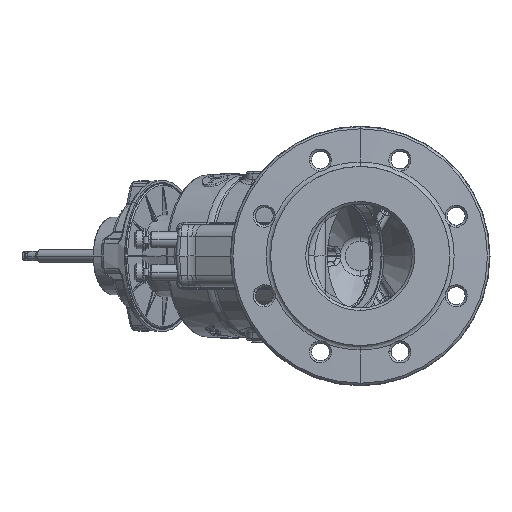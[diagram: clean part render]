
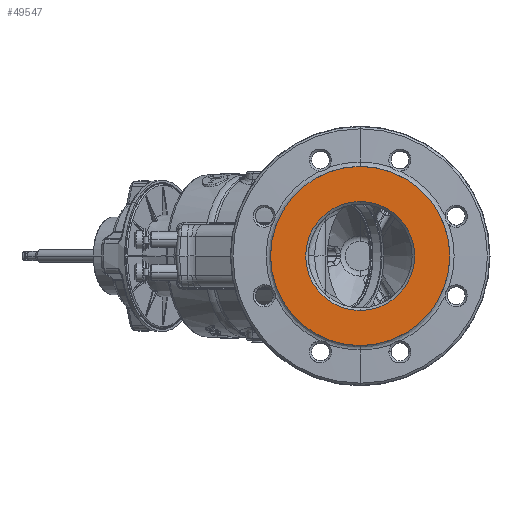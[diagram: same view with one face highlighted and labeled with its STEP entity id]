
A CAD part, left-side view. The second image highlights one B-rep face of the part: STEP entity #49547.
In plain terms, the highlighted planar face has unit normal (-1, 0, 0).
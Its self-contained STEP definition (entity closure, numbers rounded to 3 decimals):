
#1852 = CARTESIAN_POINT ( 'NONE',  ( 0., 0., -69. ) ) ;
#2821 = FACE_BOUND ( 'NONE', #32569, .T. ) ;
#3368 = DIRECTION ( 'NONE',  ( -1., 0., 0. ) ) ;
#3483 = CARTESIAN_POINT ( 'NONE',  ( 0., 0., 0. ) ) ;
#3676 = DIRECTION ( 'NONE',  ( 0., 0., 1. ) ) ;
#4073 = CARTESIAN_POINT ( 'NONE',  ( 0., 0., 42. ) ) ;
#4310 = AXIS2_PLACEMENT_3D ( 'NONE', #63134, #62952, #62934 ) ;
#6068 = CIRCLE ( 'NONE', #36871, 42. ) ;
#10754 = FACE_OUTER_BOUND ( 'NONE', #12022, .T. ) ;
#12022 = EDGE_LOOP ( 'NONE', ( #68846, #69055 ) ) ;
#12968 = EDGE_CURVE ( 'NONE', #13935, #94450, #72196, .T. ) ;
#13264 = EDGE_CURVE ( 'NONE', #14987, #13748, #67967, .T. ) ;
#13748 = VERTEX_POINT ( 'NONE', #82022 ) ;
#13935 = VERTEX_POINT ( 'NONE', #72759 ) ;
#14987 = VERTEX_POINT ( 'NONE', #4073 ) ;
#21327 = DIRECTION ( 'NONE',  ( 1., 0., 0. ) ) ;
#21346 = DIRECTION ( 'NONE',  ( 0., 0., 1. ) ) ;
#21659 = CARTESIAN_POINT ( 'NONE',  ( 0., 0., 0. ) ) ;
#32569 = EDGE_LOOP ( 'NONE', ( #70304, #70460 ) ) ;
#32973 = AXIS2_PLACEMENT_3D ( 'NONE', #3483, #3368, #3676 ) ;
#36674 = AXIS2_PLACEMENT_3D ( 'NONE', #21659, #21327, #21346 ) ;
#36871 = AXIS2_PLACEMENT_3D ( 'NONE', #65566, #50532, #65252 ) ;
#40500 = DIRECTION ( 'NONE',  ( 0., 0., 1. ) ) ;
#40690 = DIRECTION ( 'NONE',  ( -1., 0., 0. ) ) ;
#41009 = CARTESIAN_POINT ( 'NONE',  ( 0., 42., 0. ) ) ;
#41652 = PLANE ( 'NONE',  #73942 ) ;
#49547 = ADVANCED_FACE ( 'NONE', ( #10754, #2821 ), #41652, .T. ) ;
#50532 = DIRECTION ( 'NONE',  ( -1., 0., 0. ) ) ;
#53551 = EDGE_CURVE ( 'NONE', #13748, #14987, #6068, .T. ) ;
#53990 = EDGE_CURVE ( 'NONE', #94450, #13935, #92267, .T. ) ;
#62934 = DIRECTION ( 'NONE',  ( 0., 0., 1. ) ) ;
#62952 = DIRECTION ( 'NONE',  ( 1., 0., 0. ) ) ;
#63134 = CARTESIAN_POINT ( 'NONE',  ( 0., 0., 0. ) ) ;
#65252 = DIRECTION ( 'NONE',  ( 0., 0., 1. ) ) ;
#65566 = CARTESIAN_POINT ( 'NONE',  ( 0., 0., 0. ) ) ;
#67967 = CIRCLE ( 'NONE', #32973, 42. ) ;
#68846 = ORIENTED_EDGE ( 'NONE', *, *, #53990, .F. ) ;
#69055 = ORIENTED_EDGE ( 'NONE', *, *, #12968, .F. ) ;
#70304 = ORIENTED_EDGE ( 'NONE', *, *, #13264, .F. ) ;
#70460 = ORIENTED_EDGE ( 'NONE', *, *, #53551, .F. ) ;
#72196 = CIRCLE ( 'NONE', #36674, 69. ) ;
#72759 = CARTESIAN_POINT ( 'NONE',  ( 0., 0., 69. ) ) ;
#73942 = AXIS2_PLACEMENT_3D ( 'NONE', #41009, #40690, #40500 ) ;
#82022 = CARTESIAN_POINT ( 'NONE',  ( 0., 0., -42. ) ) ;
#92267 = CIRCLE ( 'NONE', #4310, 69. ) ;
#94450 = VERTEX_POINT ( 'NONE', #1852 ) ;
